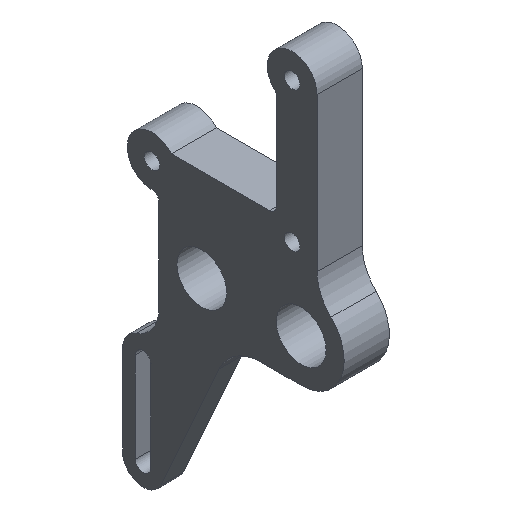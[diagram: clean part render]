
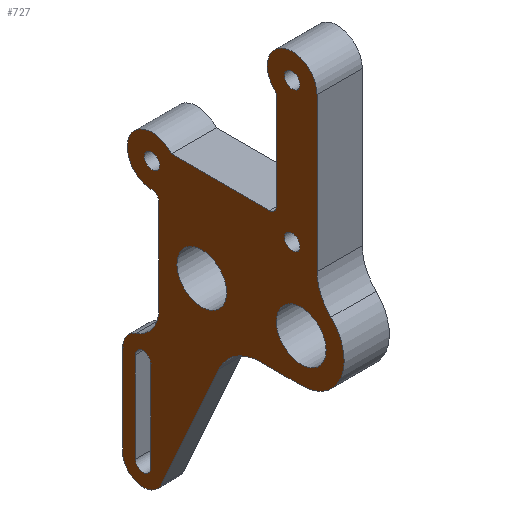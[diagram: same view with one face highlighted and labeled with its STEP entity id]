
A CAD part, isometric view. The second image highlights one B-rep face of the part: STEP entity #727.
In plain terms, the highlighted planar face has unit normal (-1, 0, 0).
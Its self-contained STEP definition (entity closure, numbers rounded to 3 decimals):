
#15=FACE_BOUND('',#91,.T.);
#16=FACE_BOUND('',#92,.T.);
#17=FACE_BOUND('',#93,.T.);
#18=FACE_BOUND('',#94,.T.);
#19=FACE_BOUND('',#95,.T.);
#20=FACE_BOUND('',#96,.T.);
#30=PLANE('',#811);
#54=FACE_OUTER_BOUND('',#90,.T.);
#90=EDGE_LOOP('',(#531,#532,#533,#534,#535,#536,#537,#538,#539,#540,#541,
#542,#543,#544,#545,#546,#547));
#91=EDGE_LOOP('',(#548,#549));
#92=EDGE_LOOP('',(#550,#551));
#93=EDGE_LOOP('',(#552,#553));
#94=EDGE_LOOP('',(#554,#555));
#95=EDGE_LOOP('',(#556,#557));
#96=EDGE_LOOP('',(#558,#559,#560,#561));
#142=LINE('',#1198,#193);
#143=LINE('',#1202,#194);
#144=LINE('',#1208,#195);
#145=LINE('',#1212,#196);
#146=LINE('',#1216,#197);
#147=LINE('',#1222,#198);
#148=LINE('',#1227,#199);
#149=LINE('',#1231,#200);
#150=LINE('',#1232,#201);
#193=VECTOR('',#964,1000.);
#194=VECTOR('',#967,1000.);
#195=VECTOR('',#972,1000.);
#196=VECTOR('',#975,1000.);
#197=VECTOR('',#978,1000.);
#198=VECTOR('',#983,1000.);
#199=VECTOR('',#988,1000.);
#200=VECTOR('',#991,1000.);
#201=VECTOR('',#992,1000.);
#235=CIRCLE('',#770,1.7);
#236=CIRCLE('',#772,5.5);
#239=CIRCLE('',#775,5.5);
#240=CIRCLE('',#777,5.5);
#243=CIRCLE('',#780,5.5);
#244=CIRCLE('',#782,1.7);
#247=CIRCLE('',#785,1.7);
#248=CIRCLE('',#787,1.7);
#251=CIRCLE('',#790,1.7);
#252=CIRCLE('',#792,1.7);
#255=CIRCLE('',#795,1.7);
#268=CIRCLE('',#812,4.5);
#269=CIRCLE('',#813,10.);
#270=CIRCLE('',#814,9.5);
#271=CIRCLE('',#815,10.);
#272=CIRCLE('',#816,5.5);
#273=CIRCLE('',#817,1.5);
#274=CIRCLE('',#818,5.5);
#275=CIRCLE('',#819,1.5);
#276=CIRCLE('',#820,7.5);
#277=CIRCLE('',#821,4.5);
#278=CIRCLE('',#822,1.7);
#294=VERTEX_POINT('',#1108);
#295=VERTEX_POINT('',#1110);
#296=VERTEX_POINT('',#1114);
#297=VERTEX_POINT('',#1115);
#300=VERTEX_POINT('',#1124);
#301=VERTEX_POINT('',#1125);
#304=VERTEX_POINT('',#1134);
#305=VERTEX_POINT('',#1135);
#308=VERTEX_POINT('',#1144);
#309=VERTEX_POINT('',#1145);
#312=VERTEX_POINT('',#1154);
#313=VERTEX_POINT('',#1155);
#328=VERTEX_POINT('',#1194);
#329=VERTEX_POINT('',#1195);
#330=VERTEX_POINT('',#1197);
#331=VERTEX_POINT('',#1199);
#332=VERTEX_POINT('',#1201);
#333=VERTEX_POINT('',#1203);
#334=VERTEX_POINT('',#1205);
#335=VERTEX_POINT('',#1207);
#336=VERTEX_POINT('',#1209);
#337=VERTEX_POINT('',#1211);
#338=VERTEX_POINT('',#1213);
#339=VERTEX_POINT('',#1215);
#340=VERTEX_POINT('',#1217);
#341=VERTEX_POINT('',#1219);
#342=VERTEX_POINT('',#1221);
#343=VERTEX_POINT('',#1223);
#344=VERTEX_POINT('',#1225);
#345=VERTEX_POINT('',#1228);
#346=VERTEX_POINT('',#1229);
#372=EDGE_CURVE('',#294,#295,#235,.T.);
#374=EDGE_CURVE('',#296,#297,#236,.T.);
#378=EDGE_CURVE('',#297,#296,#239,.T.);
#379=EDGE_CURVE('',#300,#301,#240,.T.);
#383=EDGE_CURVE('',#301,#300,#243,.T.);
#384=EDGE_CURVE('',#304,#305,#244,.T.);
#388=EDGE_CURVE('',#305,#304,#247,.T.);
#389=EDGE_CURVE('',#308,#309,#248,.T.);
#393=EDGE_CURVE('',#309,#308,#251,.T.);
#394=EDGE_CURVE('',#312,#313,#252,.T.);
#398=EDGE_CURVE('',#313,#312,#255,.T.);
#414=EDGE_CURVE('',#328,#329,#268,.T.);
#415=EDGE_CURVE('',#330,#329,#142,.T.);
#416=EDGE_CURVE('',#330,#331,#269,.T.);
#417=EDGE_CURVE('',#332,#331,#143,.T.);
#418=EDGE_CURVE('',#333,#332,#270,.T.);
#419=EDGE_CURVE('',#333,#334,#271,.T.);
#420=EDGE_CURVE('',#335,#334,#144,.T.);
#421=EDGE_CURVE('',#336,#335,#272,.T.);
#422=EDGE_CURVE('',#337,#336,#145,.T.);
#423=EDGE_CURVE('',#338,#337,#273,.T.);
#424=EDGE_CURVE('',#339,#338,#146,.T.);
#425=EDGE_CURVE('',#340,#339,#274,.T.);
#426=EDGE_CURVE('',#341,#340,#275,.T.);
#427=EDGE_CURVE('',#342,#341,#147,.T.);
#428=EDGE_CURVE('',#342,#343,#276,.T.);
#429=EDGE_CURVE('',#343,#344,#277,.T.);
#430=EDGE_CURVE('',#344,#328,#148,.T.);
#431=EDGE_CURVE('',#345,#346,#278,.T.);
#432=EDGE_CURVE('',#295,#345,#149,.T.);
#433=EDGE_CURVE('',#346,#294,#150,.T.);
#531=ORIENTED_EDGE('',*,*,#414,.T.);
#532=ORIENTED_EDGE('',*,*,#415,.F.);
#533=ORIENTED_EDGE('',*,*,#416,.T.);
#534=ORIENTED_EDGE('',*,*,#417,.F.);
#535=ORIENTED_EDGE('',*,*,#418,.F.);
#536=ORIENTED_EDGE('',*,*,#419,.T.);
#537=ORIENTED_EDGE('',*,*,#420,.F.);
#538=ORIENTED_EDGE('',*,*,#421,.F.);
#539=ORIENTED_EDGE('',*,*,#422,.F.);
#540=ORIENTED_EDGE('',*,*,#423,.F.);
#541=ORIENTED_EDGE('',*,*,#424,.F.);
#542=ORIENTED_EDGE('',*,*,#425,.F.);
#543=ORIENTED_EDGE('',*,*,#426,.F.);
#544=ORIENTED_EDGE('',*,*,#427,.F.);
#545=ORIENTED_EDGE('',*,*,#428,.T.);
#546=ORIENTED_EDGE('',*,*,#429,.T.);
#547=ORIENTED_EDGE('',*,*,#430,.T.);
#548=ORIENTED_EDGE('',*,*,#374,.F.);
#549=ORIENTED_EDGE('',*,*,#378,.F.);
#550=ORIENTED_EDGE('',*,*,#379,.F.);
#551=ORIENTED_EDGE('',*,*,#383,.F.);
#552=ORIENTED_EDGE('',*,*,#384,.F.);
#553=ORIENTED_EDGE('',*,*,#388,.F.);
#554=ORIENTED_EDGE('',*,*,#389,.F.);
#555=ORIENTED_EDGE('',*,*,#393,.F.);
#556=ORIENTED_EDGE('',*,*,#394,.F.);
#557=ORIENTED_EDGE('',*,*,#398,.F.);
#558=ORIENTED_EDGE('',*,*,#431,.F.);
#559=ORIENTED_EDGE('',*,*,#432,.F.);
#560=ORIENTED_EDGE('',*,*,#372,.F.);
#561=ORIENTED_EDGE('',*,*,#433,.F.);
#727=ADVANCED_FACE('',(#54,#15,#16,#17,#18,#19,#20),#30,.F.);
#770=AXIS2_PLACEMENT_3D('',#1111,#869,#870);
#772=AXIS2_PLACEMENT_3D('',#1116,#874,#875);
#775=AXIS2_PLACEMENT_3D('',#1122,#881,#882);
#777=AXIS2_PLACEMENT_3D('',#1126,#885,#886);
#780=AXIS2_PLACEMENT_3D('',#1132,#892,#893);
#782=AXIS2_PLACEMENT_3D('',#1136,#896,#897);
#785=AXIS2_PLACEMENT_3D('',#1142,#903,#904);
#787=AXIS2_PLACEMENT_3D('',#1146,#907,#908);
#790=AXIS2_PLACEMENT_3D('',#1152,#914,#915);
#792=AXIS2_PLACEMENT_3D('',#1156,#918,#919);
#795=AXIS2_PLACEMENT_3D('',#1162,#925,#926);
#811=AXIS2_PLACEMENT_3D('',#1193,#960,#961);
#812=AXIS2_PLACEMENT_3D('',#1196,#962,#963);
#813=AXIS2_PLACEMENT_3D('',#1200,#965,#966);
#814=AXIS2_PLACEMENT_3D('',#1204,#968,#969);
#815=AXIS2_PLACEMENT_3D('',#1206,#970,#971);
#816=AXIS2_PLACEMENT_3D('',#1210,#973,#974);
#817=AXIS2_PLACEMENT_3D('',#1214,#976,#977);
#818=AXIS2_PLACEMENT_3D('',#1218,#979,#980);
#819=AXIS2_PLACEMENT_3D('',#1220,#981,#982);
#820=AXIS2_PLACEMENT_3D('',#1224,#984,#985);
#821=AXIS2_PLACEMENT_3D('',#1226,#986,#987);
#822=AXIS2_PLACEMENT_3D('',#1230,#989,#990);
#869=DIRECTION('center_axis',(-1.,0.,0.));
#870=DIRECTION('ref_axis',(0.,0.,1.));
#874=DIRECTION('center_axis',(-1.,0.,0.));
#875=DIRECTION('ref_axis',(0.,0.,-1.));
#881=DIRECTION('center_axis',(-1.,0.,0.));
#882=DIRECTION('ref_axis',(0.,0.,-1.));
#885=DIRECTION('center_axis',(-1.,0.,0.));
#886=DIRECTION('ref_axis',(0.,0.,-1.));
#892=DIRECTION('center_axis',(-1.,0.,0.));
#893=DIRECTION('ref_axis',(0.,0.,-1.));
#896=DIRECTION('center_axis',(-1.,0.,0.));
#897=DIRECTION('ref_axis',(0.,0.,-1.));
#903=DIRECTION('center_axis',(-1.,0.,0.));
#904=DIRECTION('ref_axis',(0.,0.,-1.));
#907=DIRECTION('center_axis',(-1.,0.,0.));
#908=DIRECTION('ref_axis',(0.,0.,-1.));
#914=DIRECTION('center_axis',(-1.,0.,0.));
#915=DIRECTION('ref_axis',(0.,0.,-1.));
#918=DIRECTION('center_axis',(-1.,0.,0.));
#919=DIRECTION('ref_axis',(0.,0.,-1.));
#925=DIRECTION('center_axis',(-1.,0.,0.));
#926=DIRECTION('ref_axis',(0.,0.,-1.));
#960=DIRECTION('center_axis',(1.,0.,0.));
#961=DIRECTION('ref_axis',(0.,0.,-1.));
#962=DIRECTION('center_axis',(-1.,0.,0.));
#963=DIRECTION('ref_axis',(0.,0.,1.));
#964=DIRECTION('',(0.,0.409,-0.912));
#965=DIRECTION('center_axis',(1.,0.,0.));
#966=DIRECTION('ref_axis',(0.,0.,-1.));
#967=DIRECTION('',(0.,1.,0.));
#968=DIRECTION('center_axis',(1.,0.,0.));
#969=DIRECTION('ref_axis',(0.,0.,-1.));
#970=DIRECTION('center_axis',(1.,0.,0.));
#971=DIRECTION('ref_axis',(0.,0.,-1.));
#972=DIRECTION('',(0.,0.,-1.));
#973=DIRECTION('center_axis',(1.,0.,0.));
#974=DIRECTION('ref_axis',(0.,0.,-1.));
#975=DIRECTION('',(0.,0.,1.));
#976=DIRECTION('center_axis',(-1.,0.,0.));
#977=DIRECTION('ref_axis',(0.,0.,1.));
#978=DIRECTION('',(0.,-1.,0.));
#979=DIRECTION('center_axis',(1.,0.,0.));
#980=DIRECTION('ref_axis',(0.,0.,-1.));
#981=DIRECTION('center_axis',(-1.,0.,0.));
#982=DIRECTION('ref_axis',(0.,0.,-1.));
#983=DIRECTION('',(0.,0.,1.));
#984=DIRECTION('center_axis',(1.,0.,0.));
#985=DIRECTION('ref_axis',(0.,0.,1.));
#986=DIRECTION('center_axis',(-1.,0.,0.));
#987=DIRECTION('ref_axis',(0.,0.,1.));
#988=DIRECTION('',(0.,0.,-1.));
#989=DIRECTION('center_axis',(-1.,0.,0.));
#990=DIRECTION('ref_axis',(0.,0.,1.));
#991=DIRECTION('',(0.,0.,-1.));
#992=DIRECTION('',(0.,0.,1.));
#1108=CARTESIAN_POINT('',(-5.,33.3,-22.));
#1110=CARTESIAN_POINT('',(-5.,36.7,-22.));
#1111=CARTESIAN_POINT('Origin',(-5.,35.,-22.));
#1114=CARTESIAN_POINT('',(-5.,0.,-5.5));
#1115=CARTESIAN_POINT('',(-5.,0.,5.5));
#1116=CARTESIAN_POINT('Origin',(-5.,0.,0.));
#1122=CARTESIAN_POINT('Origin',(-5.,0.,0.));
#1124=CARTESIAN_POINT('',(-5.,22.,-5.5));
#1125=CARTESIAN_POINT('',(-5.,22.,5.5));
#1126=CARTESIAN_POINT('Origin',(-5.,22.,0.));
#1132=CARTESIAN_POINT('Origin',(-5.,22.,0.));
#1134=CARTESIAN_POINT('',(-5.,2.,46.3));
#1135=CARTESIAN_POINT('',(-5.,2.,49.7));
#1136=CARTESIAN_POINT('Origin',(-5.,2.,48.));
#1142=CARTESIAN_POINT('Origin',(-5.,2.,48.));
#1144=CARTESIAN_POINT('',(-5.,33.,15.3));
#1145=CARTESIAN_POINT('',(-5.,33.,18.7));
#1146=CARTESIAN_POINT('Origin',(-5.,33.,17.));
#1152=CARTESIAN_POINT('Origin',(-5.,33.,17.));
#1154=CARTESIAN_POINT('',(-5.,2.,15.3));
#1155=CARTESIAN_POINT('',(-5.,2.,18.7));
#1156=CARTESIAN_POINT('Origin',(-5.,2.,17.));
#1162=CARTESIAN_POINT('Origin',(-5.,2.,17.));
#1193=CARTESIAN_POINT('Origin',(-5.,2.,48.));
#1194=CARTESIAN_POINT('',(-5.,39.5,-42.));
#1195=CARTESIAN_POINT('',(-5.,31.,-44.062));
#1196=CARTESIAN_POINT('Origin',(-5.,35.,-42.));
#1197=CARTESIAN_POINT('',(-5.,18.142,-15.406));
#1198=CARTESIAN_POINT('',(-5.,31.,-44.062));
#1199=CARTESIAN_POINT('',(-5.,9.018,-9.5));
#1200=CARTESIAN_POINT('Origin',(-5.,9.018,-19.5));
#1201=CARTESIAN_POINT('',(-5.,0.,-9.5));
#1202=CARTESIAN_POINT('',(-5.,2.,-9.5));
#1203=CARTESIAN_POINT('',(-5.,-6.577,6.855));
#1204=CARTESIAN_POINT('Origin',(-5.,0.,0.));
#1205=CARTESIAN_POINT('',(-5.,-3.5,14.071));
#1206=CARTESIAN_POINT('Origin',(-5.,-13.5,14.071));
#1207=CARTESIAN_POINT('',(-5.,-3.5,48.));
#1208=CARTESIAN_POINT('',(-5.,-3.5,48.));
#1209=CARTESIAN_POINT('',(-5.,5.5,43.757));
#1210=CARTESIAN_POINT('Origin',(-5.,2.,48.));
#1211=CARTESIAN_POINT('',(-5.,5.5,22.));
#1212=CARTESIAN_POINT('',(-5.,5.5,48.));
#1213=CARTESIAN_POINT('',(-5.,7.,20.5));
#1214=CARTESIAN_POINT('Origin',(-5.,7.,22.));
#1215=CARTESIAN_POINT('',(-5.,28.757,20.5));
#1216=CARTESIAN_POINT('',(-5.,2.,20.5));
#1217=CARTESIAN_POINT('',(-5.,33.,11.5));
#1218=CARTESIAN_POINT('Origin',(-5.,33.,17.));
#1219=CARTESIAN_POINT('',(-5.,31.5,10.));
#1220=CARTESIAN_POINT('Origin',(-5.,33.,10.));
#1221=CARTESIAN_POINT('',(-5.,31.5,-10.686));
#1222=CARTESIAN_POINT('',(-5.,31.5,48.));
#1223=CARTESIAN_POINT('',(-5.,36.5,-17.757));
#1224=CARTESIAN_POINT('Origin',(-5.,39.,-10.686));
#1225=CARTESIAN_POINT('',(-5.,39.5,-22.));
#1226=CARTESIAN_POINT('Origin',(-5.,35.,-22.));
#1227=CARTESIAN_POINT('',(-5.,39.5,-42.));
#1228=CARTESIAN_POINT('',(-5.,36.7,-42.));
#1229=CARTESIAN_POINT('',(-5.,33.3,-42.));
#1230=CARTESIAN_POINT('Origin',(-5.,35.,-42.));
#1231=CARTESIAN_POINT('',(-5.,36.7,-42.));
#1232=CARTESIAN_POINT('',(-5.,33.3,-42.));
